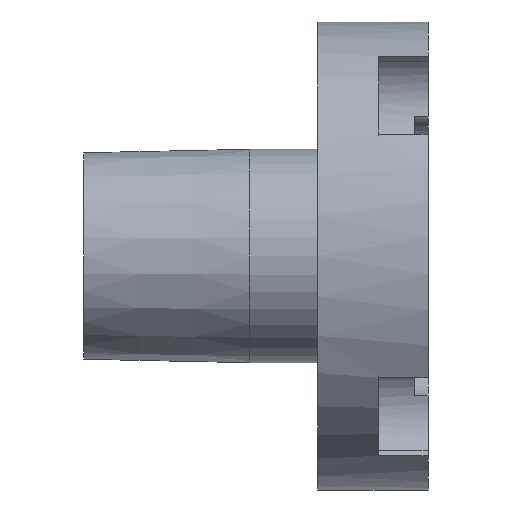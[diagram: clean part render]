
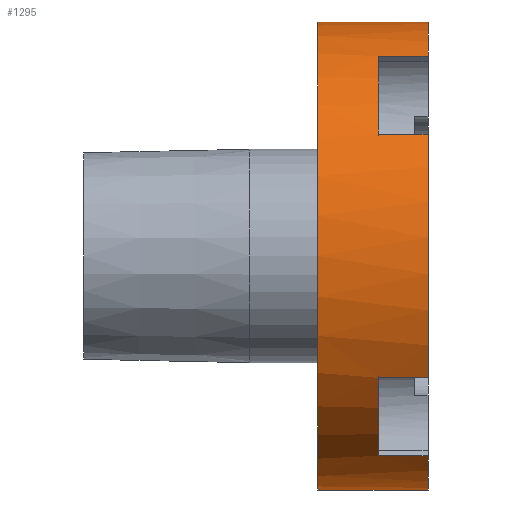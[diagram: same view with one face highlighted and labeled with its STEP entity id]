
A CAD part, front view. The second image highlights one B-rep face of the part: STEP entity #1295.
In plain terms, the highlighted cylindrical face has radius 17 mm (diameter 34 mm), a partial arc.
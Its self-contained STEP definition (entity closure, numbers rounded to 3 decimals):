
#75 = ORIENTED_EDGE ( 'NONE', *, *, #457, .T. ) ;
#84 = DIRECTION ( 'NONE',  ( -1., 0., 0. ) ) ;
#101 = CARTESIAN_POINT ( 'NONE',  ( 6.4, -14.512, 8.855 ) ) ;
#106 = CARTESIAN_POINT ( 'NONE',  ( 6.4, -8.855, -14.512 ) ) ;
#117 = EDGE_CURVE ( 'NONE', #430, #808, #955, .T. ) ;
#118 = DIRECTION ( 'NONE',  ( 0., 0., 1. ) ) ;
#140 = CIRCLE ( 'NONE', #1387, 17. ) ;
#148 = VERTEX_POINT ( 'NONE', #2118 ) ;
#157 = VERTEX_POINT ( 'NONE', #2350 ) ;
#175 = ORIENTED_EDGE ( 'NONE', *, *, #1641, .T. ) ;
#182 = CIRCLE ( 'NONE', #441, 17. ) ;
#197 = LINE ( 'NONE', #1983, #2328 ) ;
#224 = CARTESIAN_POINT ( 'NONE',  ( -31.696, 0., 0. ) ) ;
#229 = CARTESIAN_POINT ( 'NONE',  ( 6.4, 0., 0. ) ) ;
#237 = ORIENTED_EDGE ( 'NONE', *, *, #1628, .F. ) ;
#293 = DIRECTION ( 'NONE',  ( -1., 0., 0. ) ) ;
#410 = ORIENTED_EDGE ( 'NONE', *, *, #488, .T. ) ;
#419 = DIRECTION ( 'NONE',  ( 1., 0., 0. ) ) ;
#427 = EDGE_CURVE ( 'NONE', #1739, #900, #1529, .T. ) ;
#430 = VERTEX_POINT ( 'NONE', #789 ) ;
#438 = CARTESIAN_POINT ( 'NONE',  ( -31.696, -8.855, 14.512 ) ) ;
#441 = AXIS2_PLACEMENT_3D ( 'NONE', #475, #828, #1892 ) ;
#457 = EDGE_CURVE ( 'NONE', #681, #769, #2062, .T. ) ;
#475 = CARTESIAN_POINT ( 'NONE',  ( 10., 0., 0. ) ) ;
#479 = VERTEX_POINT ( 'NONE', #670 ) ;
#488 = EDGE_CURVE ( 'NONE', #157, #808, #2078, .T. ) ;
#495 = DIRECTION ( 'NONE',  ( 1., 0., 0. ) ) ;
#520 = CIRCLE ( 'NONE', #2032, 17. ) ;
#555 = ORIENTED_EDGE ( 'NONE', *, *, #117, .F. ) ;
#588 = DIRECTION ( 'NONE',  ( 1., 0., 0. ) ) ;
#610 = CARTESIAN_POINT ( 'NONE',  ( 10., 0., 0. ) ) ;
#629 = VECTOR ( 'NONE', #84, 1000. ) ;
#645 = DIRECTION ( 'NONE',  ( 0., 0., 1. ) ) ;
#670 = CARTESIAN_POINT ( 'NONE',  ( 10., 0., -17. ) ) ;
#681 = VERTEX_POINT ( 'NONE', #1862 ) ;
#753 = VECTOR ( 'NONE', #495, 1000. ) ;
#762 = DIRECTION ( 'NONE',  ( 0., 0., -1. ) ) ;
#769 = VERTEX_POINT ( 'NONE', #101 ) ;
#789 = CARTESIAN_POINT ( 'NONE',  ( 2., 0., -17. ) ) ;
#808 = VERTEX_POINT ( 'NONE', #2301 ) ;
#828 = DIRECTION ( 'NONE',  ( -1., 0., 0. ) ) ;
#830 = EDGE_CURVE ( 'NONE', #1995, #157, #1635, .T. ) ;
#852 = AXIS2_PLACEMENT_3D ( 'NONE', #610, #1351, #645 ) ;
#900 = VERTEX_POINT ( 'NONE', #1839 ) ;
#923 = CARTESIAN_POINT ( 'NONE',  ( 10., -8.855, 14.512 ) ) ;
#924 = DIRECTION ( 'NONE',  ( -1., 0., 0. ) ) ;
#947 = VERTEX_POINT ( 'NONE', #2167 ) ;
#955 = CIRCLE ( 'NONE', #2218, 17. ) ;
#960 = EDGE_CURVE ( 'NONE', #479, #430, #197, .T. ) ;
#982 = FACE_OUTER_BOUND ( 'NONE', #1446, .T. ) ;
#1008 = ORIENTED_EDGE ( 'NONE', *, *, #1745, .T. ) ;
#1030 = DIRECTION ( 'NONE',  ( -1., 0., 0. ) ) ;
#1055 = AXIS2_PLACEMENT_3D ( 'NONE', #224, #1711, #1683 ) ;
#1095 = CARTESIAN_POINT ( 'NONE',  ( -31.696, -8.855, -14.512 ) ) ;
#1137 = LINE ( 'NONE', #1095, #2235 ) ;
#1151 = CARTESIAN_POINT ( 'NONE',  ( -31.696, -14.512, -8.855 ) ) ;
#1194 = CARTESIAN_POINT ( 'NONE',  ( 6.4, -14.512, -8.855 ) ) ;
#1208 = CARTESIAN_POINT ( 'NONE',  ( -31.696, 0., 17. ) ) ;
#1250 = DIRECTION ( 'NONE',  ( -1., 0., 0. ) ) ;
#1273 = ORIENTED_EDGE ( 'NONE', *, *, #1525, .F. ) ;
#1295 = ADVANCED_FACE ( 'NONE', ( #982 ), #2209, .T. ) ;
#1351 = DIRECTION ( 'NONE',  ( -1., 0., 0. ) ) ;
#1357 = EDGE_CURVE ( 'NONE', #148, #1995, #2055, .T. ) ;
#1370 = AXIS2_PLACEMENT_3D ( 'NONE', #1549, #293, #1763 ) ;
#1387 = AXIS2_PLACEMENT_3D ( 'NONE', #1768, #2128, #1614 ) ;
#1430 = ORIENTED_EDGE ( 'NONE', *, *, #830, .T. ) ;
#1446 = EDGE_LOOP ( 'NONE', ( #2338, #1008, #175, #237, #1495, #1966, #75, #1273, #1631, #1430, #410, #555 ) ) ;
#1495 = ORIENTED_EDGE ( 'NONE', *, *, #427, .T. ) ;
#1525 = EDGE_CURVE ( 'NONE', #148, #769, #140, .T. ) ;
#1529 = LINE ( 'NONE', #1151, #1647 ) ;
#1549 = CARTESIAN_POINT ( 'NONE',  ( 10., 0., 0. ) ) ;
#1578 = CARTESIAN_POINT ( 'NONE',  ( 2., 0., 0. ) ) ;
#1614 = DIRECTION ( 'NONE',  ( 0., 0., -1. ) ) ;
#1628 = EDGE_CURVE ( 'NONE', #1739, #1777, #520, .T. ) ;
#1631 = ORIENTED_EDGE ( 'NONE', *, *, #1357, .T. ) ;
#1635 = CIRCLE ( 'NONE', #1370, 17. ) ;
#1641 = EDGE_CURVE ( 'NONE', #947, #1777, #1137, .T. ) ;
#1647 = VECTOR ( 'NONE', #588, 1000. ) ;
#1683 = DIRECTION ( 'NONE',  ( 0., 0., 1. ) ) ;
#1688 = VECTOR ( 'NONE', #1030, 1000. ) ;
#1700 = DIRECTION ( 'NONE',  ( -1., 0., 0. ) ) ;
#1709 = EDGE_CURVE ( 'NONE', #900, #681, #182, .T. ) ;
#1711 = DIRECTION ( 'NONE',  ( -1., 0., 0. ) ) ;
#1717 = CARTESIAN_POINT ( 'NONE',  ( -31.696, -14.512, 8.855 ) ) ;
#1739 = VERTEX_POINT ( 'NONE', #1194 ) ;
#1745 = EDGE_CURVE ( 'NONE', #479, #947, #2104, .T. ) ;
#1763 = DIRECTION ( 'NONE',  ( 0., 0., 1. ) ) ;
#1768 = CARTESIAN_POINT ( 'NONE',  ( 6.4, 0., 0. ) ) ;
#1777 = VERTEX_POINT ( 'NONE', #106 ) ;
#1839 = CARTESIAN_POINT ( 'NONE',  ( 10., -14.512, -8.855 ) ) ;
#1862 = CARTESIAN_POINT ( 'NONE',  ( 10., -14.512, 8.855 ) ) ;
#1892 = DIRECTION ( 'NONE',  ( 0., 0., 1. ) ) ;
#1966 = ORIENTED_EDGE ( 'NONE', *, *, #1709, .T. ) ;
#1983 = CARTESIAN_POINT ( 'NONE',  ( -31.696, 0., -17. ) ) ;
#1995 = VERTEX_POINT ( 'NONE', #923 ) ;
#2032 = AXIS2_PLACEMENT_3D ( 'NONE', #229, #419, #762 ) ;
#2055 = LINE ( 'NONE', #438, #753 ) ;
#2062 = LINE ( 'NONE', #1717, #629 ) ;
#2078 = LINE ( 'NONE', #1208, #1688 ) ;
#2104 = CIRCLE ( 'NONE', #852, 17. ) ;
#2118 = CARTESIAN_POINT ( 'NONE',  ( 6.4, -8.855, 14.512 ) ) ;
#2128 = DIRECTION ( 'NONE',  ( 1., 0., 0. ) ) ;
#2167 = CARTESIAN_POINT ( 'NONE',  ( 10., -8.855, -14.512 ) ) ;
#2209 = CYLINDRICAL_SURFACE ( 'NONE', #1055, 17. ) ;
#2218 = AXIS2_PLACEMENT_3D ( 'NONE', #1578, #1700, #118 ) ;
#2235 = VECTOR ( 'NONE', #924, 1000. ) ;
#2301 = CARTESIAN_POINT ( 'NONE',  ( 2., 0., 17. ) ) ;
#2328 = VECTOR ( 'NONE', #1250, 1000. ) ;
#2338 = ORIENTED_EDGE ( 'NONE', *, *, #960, .F. ) ;
#2350 = CARTESIAN_POINT ( 'NONE',  ( 10., 0., 17. ) ) ;
